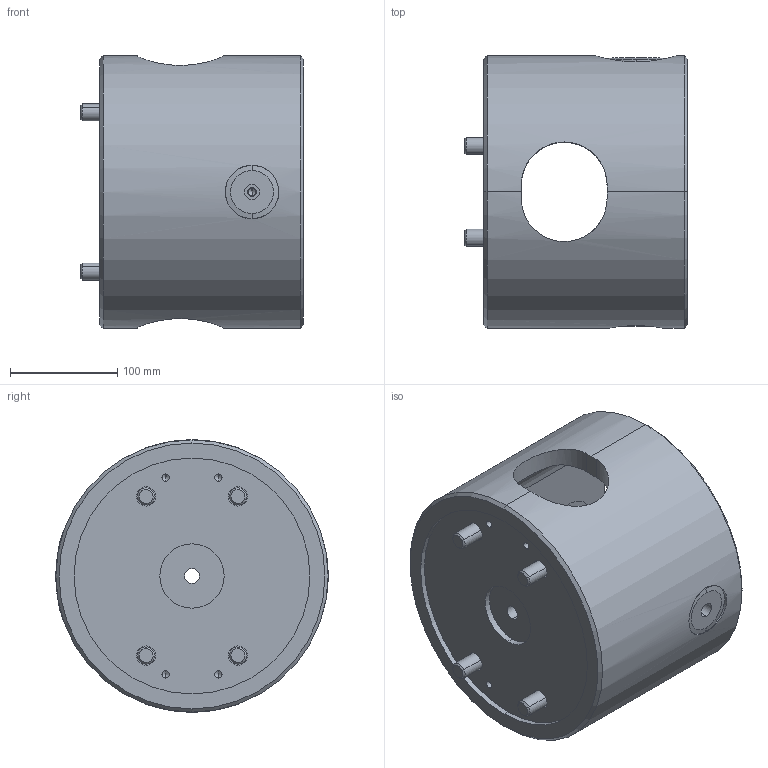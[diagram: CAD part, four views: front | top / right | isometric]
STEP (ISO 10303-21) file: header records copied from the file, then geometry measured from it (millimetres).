
FILE_DESCRIPTION (( 'STEP AP203' ), '1' );
FILE_NAME ('CF-IS-254.STEP', '2017-04-10T06:45:57', ( 'temp' ), ( '' ), 'SwSTEP 2.0', 'SolidWorks 2016', '' );
FILE_SCHEMA (( 'CONFIG_CONTROL_DESIGN' ));
Length unit declared in the file: millimetre
Products named in the file (11): M6黃油嘴; 錐平頭六角孔螺栓_M4x10; CF-IS-254-03000; 直銷_D5x15L; 圓頭內六角螺栓_M16x35; CF-IS-254-07000; CF-IS-254; CF-IS-275-08000; IS-254-11000; CF-IS-254-01000; CF-IS-254-04000
Assembly tree (14 placements, depth 2):
  CF-IS-254
    CF-IS-254-01000
    CF-IS-254-04000
    M6黃油嘴
    錐平頭六角孔螺栓_M4x10  x2
    CF-IS-254-03000
    直銷_D5x15L
    CF-IS-254-07000
    CF-IS-275-08000
    IS-254-11000
    圓頭內六角螺栓_M16x35  x4
Bounding box: 208 x 254 x 254 mm (x, y, z)
Volume: 5515837.7 mm3; surface area: 483533.2 mm2
Topology: 15 solids, 15 shells, 439 faces, 1012 edges, 619 vertices
Faces by surface type: plane 167, cylinder 160, cone 96, torus 8, sphere 8
Entity records: 11581 total; most frequent: CARTESIAN_POINT 2474, DIRECTION 1814, ORIENTED_EDGE 1494, AXIS2_PLACEMENT_3D 757, EDGE_CURVE 747, VERTEX_POINT 475, EDGE_LOOP 410, CIRCLE 403
